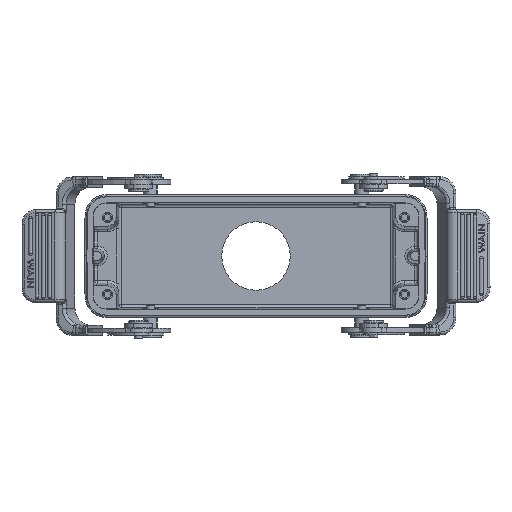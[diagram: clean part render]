
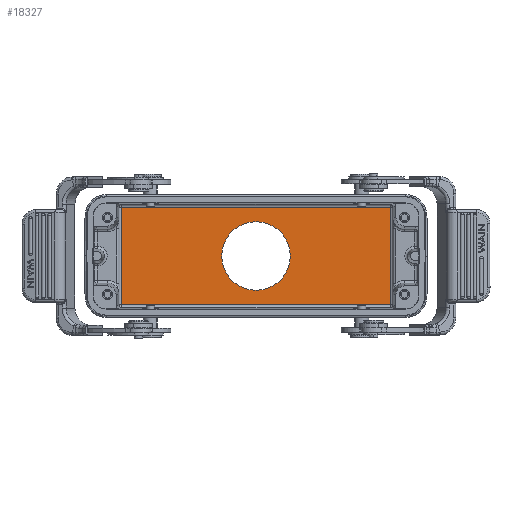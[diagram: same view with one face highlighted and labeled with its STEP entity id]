
A CAD part, front view. The second image highlights one B-rep face of the part: STEP entity #18327.
In plain terms, the highlighted planar face has unit normal (0, -1, 0).
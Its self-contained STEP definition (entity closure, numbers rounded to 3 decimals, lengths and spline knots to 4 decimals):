
#659=CARTESIAN_POINT('',(0.,2.0472,0.));
#660=DIRECTION('',(0.,-1.,0.));
#661=DIRECTION('',(1.,0.,0.));
#662=AXIS2_PLACEMENT_3D('',#659,#660,#661);
#664=CARTESIAN_POINT('',(0.,2.0472,0.));
#665=DIRECTION('',(0.,-1.,0.));
#666=DIRECTION('',(-1.,0.,0.));
#667=AXIS2_PLACEMENT_3D('',#664,#665,#666);
#669=DIRECTION('',(0.,0.,1.));
#670=VECTOR('',#669,1.3492);
#671=CARTESIAN_POINT('',(-1.8504,2.0472,
-0.6746));
#672=LINE('',#671,#670);
#11146=DIRECTION('',(-1.,0.,0.));
#11147=VECTOR('',#11146,3.7008);
#11148=CARTESIAN_POINT('',(1.8504,2.0472,
-0.6746));
#11149=LINE('',#11148,#11147);
#11173=DIRECTION('',(0.,0.,-1.));
#11174=VECTOR('',#11173,1.3492);
#11175=CARTESIAN_POINT('',(1.8504,2.0472,
0.6746));
#11176=LINE('',#11175,#11174);
#11196=DIRECTION('',(1.,0.,0.));
#11197=VECTOR('',#11196,3.7008);
#11198=CARTESIAN_POINT('',(-1.8504,2.0472,
0.6746));
#11199=LINE('',#11198,#11197);
#15918=CARTESIAN_POINT('',(0.4724,2.0472,
0.));
#15919=VERTEX_POINT('',#15918);
#15920=CARTESIAN_POINT('',(-0.4724,2.0472,
0.));
#15921=VERTEX_POINT('',#15920);
#15922=CARTESIAN_POINT('',(-1.8504,2.0472,
-0.6746));
#15923=CARTESIAN_POINT('',(-1.8504,2.0472,
0.6746));
#15924=VERTEX_POINT('',#15922);
#15925=VERTEX_POINT('',#15923);
#15926=CARTESIAN_POINT('',(1.8504,2.0472,
-0.6746));
#15927=VERTEX_POINT('',#15926);
#15928=CARTESIAN_POINT('',(1.8504,2.0472,
0.6746));
#15929=VERTEX_POINT('',#15928);
#18308=CARTESIAN_POINT('',(0.,2.0472,
0.));
#18309=DIRECTION('',(0.,1.,0.));
#18310=DIRECTION('',(1.,0.,0.));
#18311=AXIS2_PLACEMENT_3D('',#18308,#18309,#18310);
#18312=PLANE('',#18311);
#18314=ORIENTED_EDGE('',*,*,#18313,.T.);
#18316=ORIENTED_EDGE('',*,*,#18315,.T.);
#18318=ORIENTED_EDGE('',*,*,#18317,.T.);
#18320=ORIENTED_EDGE('',*,*,#18319,.T.);
#18321=EDGE_LOOP('',(#18314,#18316,#18318,#18320));
#18322=FACE_OUTER_BOUND('',#18321,.F.);
#18323=ORIENTED_EDGE('',*,*,#18290,.T.);
#18324=ORIENTED_EDGE('',*,*,#18303,.T.);
#18325=EDGE_LOOP('',(#18323,#18324));
#18326=FACE_BOUND('',#18325,.F.);
#18327=ADVANCED_FACE('',(#18322,#18326),#18312,.F.);
#663=CIRCLE('',#662,0.4724);
#668=CIRCLE('',#667,0.4724);
#18290=EDGE_CURVE('',#15919,#15921,#663,.T.);
#18303=EDGE_CURVE('',#15921,#15919,#668,.T.);
#18313=EDGE_CURVE('',#15924,#15925,#672,.T.);
#18315=EDGE_CURVE('',#15925,#15929,#11199,.T.);
#18317=EDGE_CURVE('',#15929,#15927,#11176,.T.);
#18319=EDGE_CURVE('',#15927,#15924,#11149,.T.);
